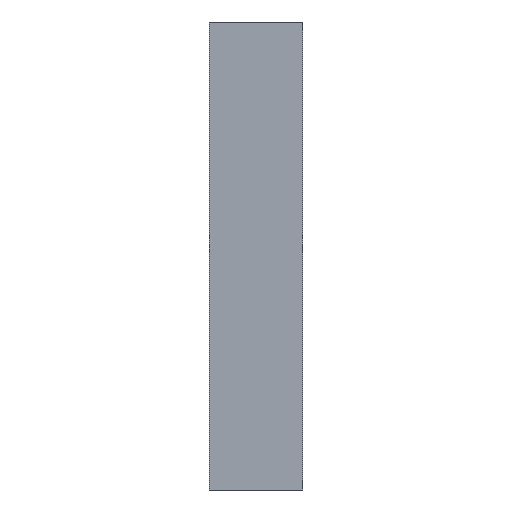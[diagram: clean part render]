
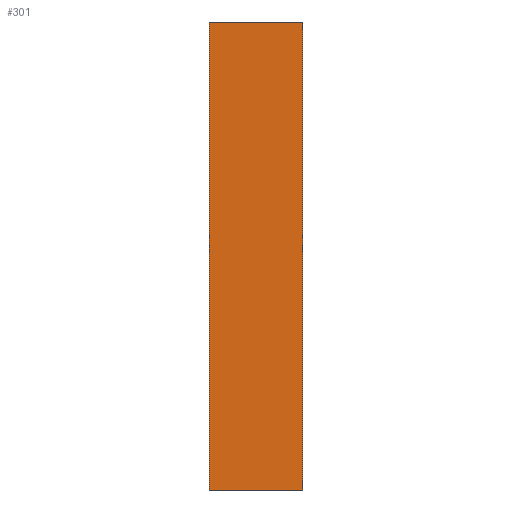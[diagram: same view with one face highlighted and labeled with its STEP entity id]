
A CAD part, left-side view. The second image highlights one B-rep face of the part: STEP entity #301.
In plain terms, the highlighted planar face has unit normal (-1, 0, 0).
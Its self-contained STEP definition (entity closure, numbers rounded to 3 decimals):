
#3 = LINE ( 'NONE', #616, #283 ) ;
#4 = DIRECTION ( 'NONE',  ( 0., -1., 0. ) ) ;
#45 = VECTOR ( 'NONE', #4, 1000. ) ;
#72 = DIRECTION ( 'NONE',  ( 0., 0., -1. ) ) ;
#73 = VERTEX_POINT ( 'NONE', #696 ) ;
#78 = CARTESIAN_POINT ( 'NONE',  ( -315., 6., -15. ) ) ;
#122 = CARTESIAN_POINT ( 'NONE',  ( -315., 6., -15. ) ) ;
#168 = EDGE_CURVE ( 'NONE', #439, #625, #668, .T. ) ;
#174 = DIRECTION ( 'NONE',  ( 1., 0., 0. ) ) ;
#233 = PLANE ( 'NONE',  #295 ) ;
#250 = DIRECTION ( 'NONE',  ( 0., 0., 1. ) ) ;
#278 = ORIENTED_EDGE ( 'NONE', *, *, #493, .F. ) ;
#283 = VECTOR ( 'NONE', #618, 1000. ) ;
#294 = LINE ( 'NONE', #608, #304 ) ;
#295 = AXIS2_PLACEMENT_3D ( 'NONE', #122, #174, #72 ) ;
#300 = EDGE_CURVE ( 'NONE', #439, #73, #595, .T. ) ;
#301 = ADVANCED_FACE ( 'NONE', ( #572 ), #233, .F. ) ;
#304 = VECTOR ( 'NONE', #250, 1000. ) ;
#351 = ORIENTED_EDGE ( 'NONE', *, *, #300, .F. ) ;
#352 = CARTESIAN_POINT ( 'NONE',  ( -315., 0., 15. ) ) ;
#434 = EDGE_LOOP ( 'NONE', ( #447, #278, #351, #506 ) ) ;
#439 = VERTEX_POINT ( 'NONE', #562 ) ;
#447 = ORIENTED_EDGE ( 'NONE', *, *, #458, .T. ) ;
#458 = EDGE_CURVE ( 'NONE', #625, #508, #294, .T. ) ;
#460 = VECTOR ( 'NONE', #556, 1000. ) ;
#492 = CARTESIAN_POINT ( 'NONE',  ( -315., 6., -15. ) ) ;
#493 = EDGE_CURVE ( 'NONE', #73, #508, #3, .T. ) ;
#506 = ORIENTED_EDGE ( 'NONE', *, *, #168, .T. ) ;
#508 = VERTEX_POINT ( 'NONE', #352 ) ;
#556 = DIRECTION ( 'NONE',  ( 0., 0., 1. ) ) ;
#562 = CARTESIAN_POINT ( 'NONE',  ( -315., 6., -15. ) ) ;
#571 = CARTESIAN_POINT ( 'NONE',  ( -315., 0., -15. ) ) ;
#572 = FACE_OUTER_BOUND ( 'NONE', #434, .T. ) ;
#595 = LINE ( 'NONE', #78, #460 ) ;
#608 = CARTESIAN_POINT ( 'NONE',  ( -315., 0., -15. ) ) ;
#616 = CARTESIAN_POINT ( 'NONE',  ( -315., 6., 15. ) ) ;
#618 = DIRECTION ( 'NONE',  ( 0., -1., 0. ) ) ;
#625 = VERTEX_POINT ( 'NONE', #571 ) ;
#668 = LINE ( 'NONE', #492, #45 ) ;
#696 = CARTESIAN_POINT ( 'NONE',  ( -315., 6., 15. ) ) ;
